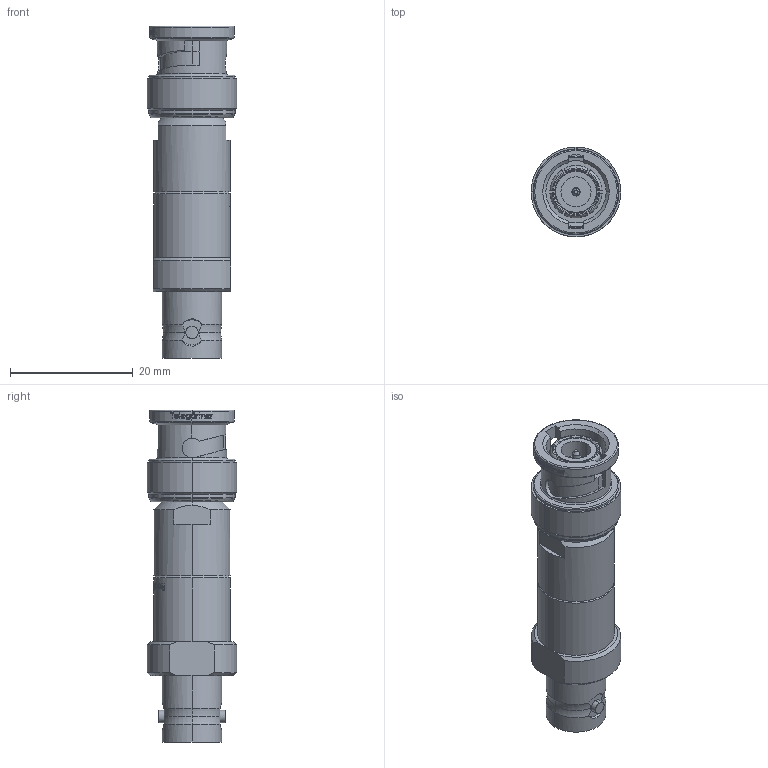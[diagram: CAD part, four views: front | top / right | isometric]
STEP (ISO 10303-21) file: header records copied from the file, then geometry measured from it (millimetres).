
FILE_DESCRIPTION (( 'STEP AP214' ), '1' );
FILE_NAME ('J01006A0836.STEP', '2019-07-04T08:03:15', ( '' ), ( '' ), 'SwSTEP 2.0', 'SolidWorks 2018', '' );
FILE_SCHEMA (( 'AUTOMOTIVE_DESIGN' ));
Length unit declared in the file: millimetre
Products named in the file (1): J01006A0836
Bounding box: 14.6 x 14.6 x 54 mm (x, y, z)
Volume: 5878.7 mm3; surface area: 3233.4 mm2
Topology: 1 solids, 1 shells, 956 faces, 2484 edges, 1643 vertices
Faces by surface type: bspline 422, plane 301, cylinder 163, cone 42, torus 28
Entity records: 62904 total; most frequent: CARTESIAN_POINT 32555, ORIENTED_EDGE 4968, DIRECTION 2641, EDGE_CURVE 2484, VERTEX_POINT 1643, B_SPLINE_CURVE_WITH_KNOTS 1332, EDGE_LOOP 1073, AXIS2_PLACEMENT_3D 995
